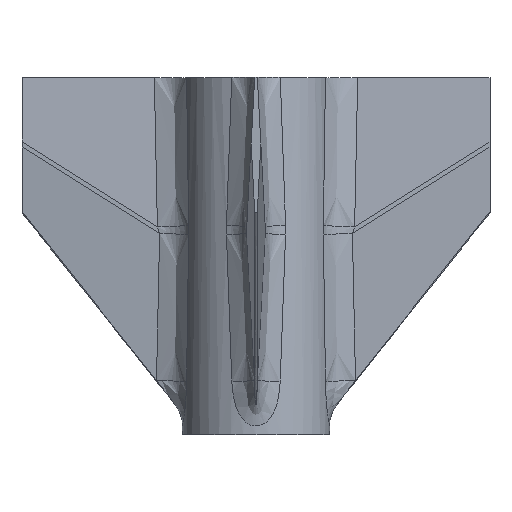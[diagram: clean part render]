
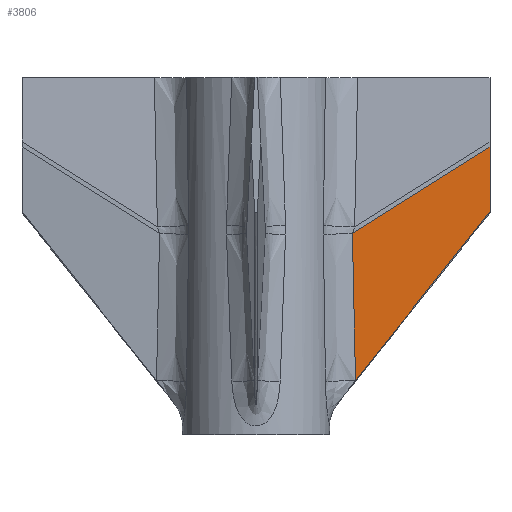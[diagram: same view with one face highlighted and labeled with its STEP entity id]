
A CAD part, top view. The second image highlights one B-rep face of the part: STEP entity #3806.
In plain terms, the highlighted planar face has unit normal (0.066, -0.052, 0.997).
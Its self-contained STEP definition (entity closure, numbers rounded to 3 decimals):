
#770=CARTESIAN_POINT('Vertex',(37.015,-113.142,0.499)) ;
#854=CARTESIAN_POINT('Control Point',(37.015,-113.142,0.499)) ;
#855=CARTESIAN_POINT('Control Point',(36.811,-102.204,1.086)) ;
#856=CARTESIAN_POINT('Control Point',(36.594,-91.267,1.673)) ;
#857=CARTESIAN_POINT('Control Point',(36.364,-80.33,2.262)) ;
#858=CARTESIAN_POINT('Control Point',(36.12,-69.394,2.851)) ;
#859=CARTESIAN_POINT('Control Point',(35.861,-58.457,3.441)) ;
#860=CARTESIAN_POINT('Vertex',(35.861,-58.457,3.441)) ;
#3764=CARTESIAN_POINT('Vertex',(87.059,-50.326,0.499)) ;
#3768=CARTESIAN_POINT('Control Point',(87.059,-50.326,0.499)) ;
#3769=CARTESIAN_POINT('Control Point',(77.05,-62.889,0.499)) ;
#3770=CARTESIAN_POINT('Control Point',(67.041,-75.453,0.499)) ;
#3771=CARTESIAN_POINT('Control Point',(57.032,-88.016,0.499)) ;
#3772=CARTESIAN_POINT('Control Point',(47.024,-100.579,0.499)) ;
#3773=CARTESIAN_POINT('Control Point',(37.015,-113.142,0.499)) ;
#3783=CARTESIAN_POINT('Axis2P3D Location',(56.706,-66.438,1.652)) ;
#3788=CARTESIAN_POINT('Line Origine',(87.059,-38.325,1.128)) ;
#3792=CARTESIAN_POINT('Vertex',(87.059,-26.324,1.757)) ;
#3795=CARTESIAN_POINT('Line Origine',(61.46,-42.39,2.599)) ;
#3790=VECTOR('Line Direction',#3789,1.) ;
#3797=VECTOR('Line Direction',#3796,1.) ;
#3784=DIRECTION('Axis2P3D Direction',(0.066,-0.052,0.996)) ;
#3785=DIRECTION('Axis2P3D XDirection',(-0.847,-0.531,0.028)) ;
#3789=DIRECTION('Vector Direction',(0.,0.999,0.052)) ;
#3796=DIRECTION('Vector Direction',(-0.847,-0.531,0.028)) ;
#3786=AXIS2_PLACEMENT_3D('Plane Axis2P3D',#3783,#3784,#3785) ;
#3791=LINE('Line',#3788,#3790) ;
#3798=LINE('Line',#3795,#3797) ;
#3787=PLANE('',#3786) ;
#862=EDGE_CURVE('',#861,#771,#853,.F.) ;
#3774=EDGE_CURVE('',#3765,#771,#3767,.T.) ;
#3794=EDGE_CURVE('',#3793,#3765,#3791,.F.) ;
#3799=EDGE_CURVE('',#3793,#861,#3798,.T.) ;
#3801=ORIENTED_EDGE('',*,*,#3774,.F.) ;
#3802=ORIENTED_EDGE('',*,*,#3794,.F.) ;
#3803=ORIENTED_EDGE('',*,*,#3799,.T.) ;
#3804=ORIENTED_EDGE('',*,*,#862,.T.) ;
#3800=EDGE_LOOP('',(#3801,#3802,#3803,#3804)) ;
#771=VERTEX_POINT('',#770) ;
#861=VERTEX_POINT('',#860) ;
#3765=VERTEX_POINT('',#3764) ;
#3793=VERTEX_POINT('',#3792) ;
#3806=ADVANCED_FACE('38mm sustainer can',(#3805),#3787,.T.) ;
#853=B_SPLINE_CURVE_WITH_KNOTS('',5,(#854,#855,#856,#857,#858,#859),.UNSPECIFIED.,.F.,.U.,(6,6),(69.035,146.487),.UNSPECIFIED.) ;
#3767=B_SPLINE_CURVE_WITH_KNOTS('',5,(#3768,#3769,#3770,#3771,#3772,#3773),.UNSPECIFIED.,.F.,.U.,(6,6),(0.,65.426),.UNSPECIFIED.) ;
#3805=FACE_OUTER_BOUND('',#3800,.T.) ;
